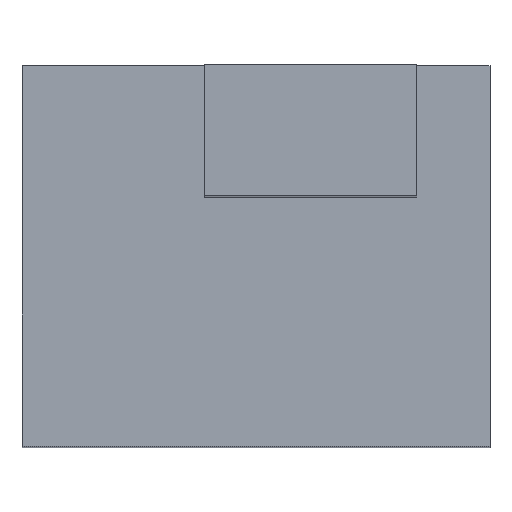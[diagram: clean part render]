
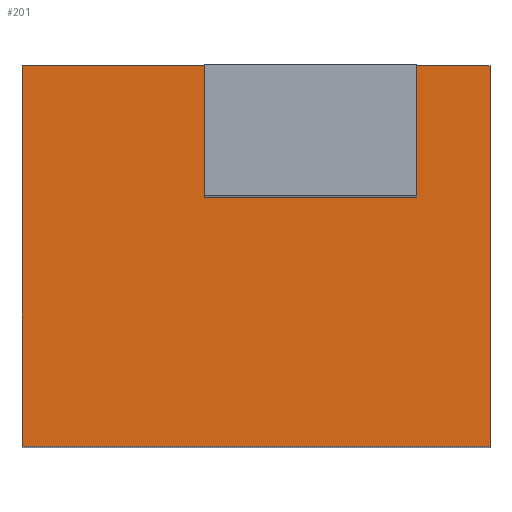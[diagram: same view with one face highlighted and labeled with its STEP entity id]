
A CAD part, top view. The second image highlights one B-rep face of the part: STEP entity #201.
In plain terms, the highlighted planar face has unit normal (0, 0, 1).
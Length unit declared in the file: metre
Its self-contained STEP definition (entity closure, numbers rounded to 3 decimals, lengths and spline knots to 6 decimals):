
#73=CARTESIAN_POINT('',(0.1225,-0.215,0.63));
#74=VERTEX_POINT('',#73);
#91=CARTESIAN_POINT('',(0.1225,0.045,0.63));
#92=VERTEX_POINT('',#91);
#99=CARTESIAN_POINT('',(0.1225,0.045,0.63));
#100=DIRECTION('',(0.0,-1.0,0.0));
#101=VECTOR('',#100,0.26);
#102=LINE('',#99,#101);
#103=EDGE_CURVE('',#92,#74,#102,.T.);
#115=CARTESIAN_POINT('',(-0.1975,-0.215,0.63));
#116=VERTEX_POINT('',#115);
#123=CARTESIAN_POINT('',(-0.1975,0.045,0.63));
#124=VERTEX_POINT('',#123);
#125=CARTESIAN_POINT('',(-0.1975,0.045,0.63));
#126=DIRECTION('',(0.0,-1.0,0.0));
#127=VECTOR('',#126,0.26);
#128=LINE('',#125,#127);
#129=EDGE_CURVE('',#124,#116,#128,.T.);
#148=CARTESIAN_POINT('',(-0.1975,0.045,0.63));
#149=DIRECTION('',(0.0,0.0,1.0));
#150=DIRECTION('',(1.0,0.0,0.0));
#151=AXIS2_PLACEMENT_3D('',#148,#149,#150);
#152=PLANE('',#151);
#153=CARTESIAN_POINT('',(-0.0725,0.045,0.63));
#154=VERTEX_POINT('',#153);
#155=CARTESIAN_POINT('',(-0.0725,-0.045,0.63));
#156=VERTEX_POINT('',#155);
#157=CARTESIAN_POINT('',(-0.0725,0.045,0.63));
#158=DIRECTION('',(0.0,-1.0,0.0));
#159=VECTOR('',#158,0.09);
#160=LINE('',#157,#159);
#161=EDGE_CURVE('',#154,#156,#160,.T.);
#162=ORIENTED_EDGE('',*,*,#161,.F.);
#163=CARTESIAN_POINT('',(-0.0725,0.045,0.63));
#164=DIRECTION('',(-1.0,0.0,0.0));
#165=VECTOR('',#164,0.125);
#166=LINE('',#163,#165);
#167=EDGE_CURVE('',#154,#124,#166,.T.);
#168=ORIENTED_EDGE('',*,*,#167,.T.);
#169=ORIENTED_EDGE('',*,*,#129,.T.);
#170=CARTESIAN_POINT('',(-0.1975,-0.215,0.63));
#171=DIRECTION('',(1.0,0.0,0.0));
#172=VECTOR('',#171,0.32);
#173=LINE('',#170,#172);
#174=EDGE_CURVE('',#116,#74,#173,.T.);
#175=ORIENTED_EDGE('',*,*,#174,.T.);
#176=ORIENTED_EDGE('',*,*,#103,.F.);
#177=CARTESIAN_POINT('',(0.0725,0.045,0.63));
#178=VERTEX_POINT('',#177);
#179=CARTESIAN_POINT('',(0.1225,0.045,0.63));
#180=DIRECTION('',(-1.0,0.0,0.0));
#181=VECTOR('',#180,0.05);
#182=LINE('',#179,#181);
#183=EDGE_CURVE('',#92,#178,#182,.T.);
#184=ORIENTED_EDGE('',*,*,#183,.T.);
#185=CARTESIAN_POINT('',(0.0725,-0.045,0.63));
#186=VERTEX_POINT('',#185);
#187=CARTESIAN_POINT('',(0.0725,-0.045,0.63));
#188=DIRECTION('',(0.0,1.0,0.0));
#189=VECTOR('',#188,0.09);
#190=LINE('',#187,#189);
#191=EDGE_CURVE('',#186,#178,#190,.T.);
#192=ORIENTED_EDGE('',*,*,#191,.F.);
#193=CARTESIAN_POINT('',(-0.0725,-0.045,0.63));
#194=DIRECTION('',(1.0,0.0,0.0));
#195=VECTOR('',#194,0.145);
#196=LINE('',#193,#195);
#197=EDGE_CURVE('',#156,#186,#196,.T.);
#198=ORIENTED_EDGE('',*,*,#197,.F.);
#199=EDGE_LOOP('',(#162,#168,#169,#175,#176,#184,#192,#198));
#200=FACE_OUTER_BOUND('',#199,.T.);
#201=ADVANCED_FACE('',(#200),#152,.T.);
